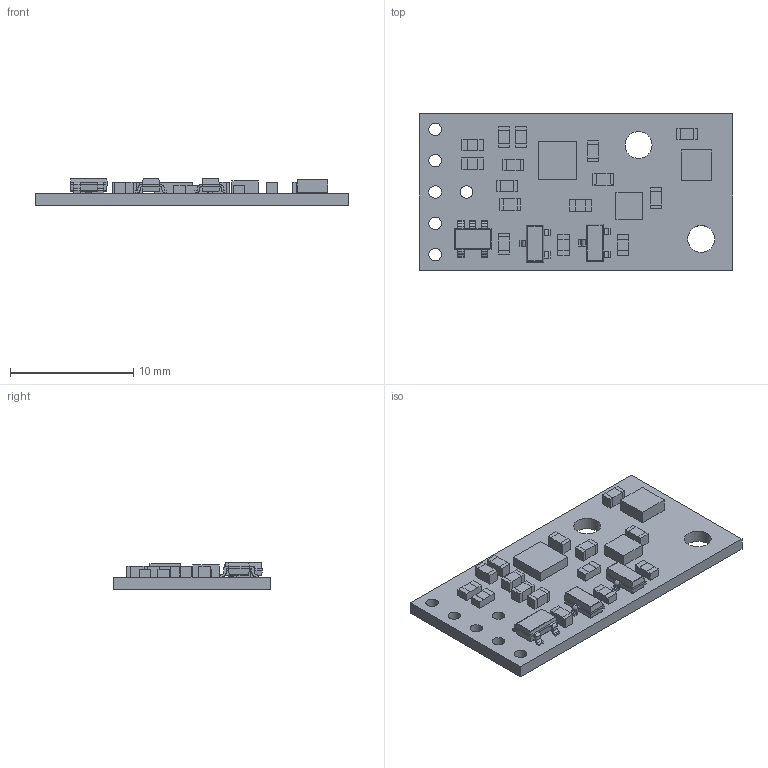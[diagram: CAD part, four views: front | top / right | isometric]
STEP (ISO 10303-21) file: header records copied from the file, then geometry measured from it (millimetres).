
FILE_DESCRIPTION (( 'STEP AP214' ), '1' );
FILE_NAME ('altimu-10-v5-gyro-accelerometer-compass-and-altimeter-lsm6ds33-lis3mdl-and-lps25h-carrier.step', '2017-07-24T19:23:16', ( '' ), ( '' ), 'SwSTEP 2.0', 'SolidWorks 2016', '' );
FILE_SCHEMA (( 'AUTOMOTIVE_DESIGN' ));
Length unit declared in the file: millimetre
Products named in the file (1): altimu-10-v5-gyro-accelerometer-compass-and-altimeter-lsm6ds33-lis3mdl-and-lps25h-carrier
Bounding box: 25.4 x 12.7 x 2.22 mm (x, y, z)
Volume: 368.6 mm3; surface area: 903.8 mm2
Topology: 1 solids, 1 shells, 797 faces, 2102 edges, 1358 vertices
Faces by surface type: plane 568, bspline 153, cylinder 76
Full cylindrical faces by diameter (mm): 1.016 x6, 2.184 x2
Entity records: 38203 total; most frequent: CARTESIAN_POINT 10835, ORIENTED_EDGE 4188, DIRECTION 3098, EDGE_CURVE 2094, LINE 1600, VECTOR 1600, VERTEX_POINT 1358, EDGE_LOOP 906
